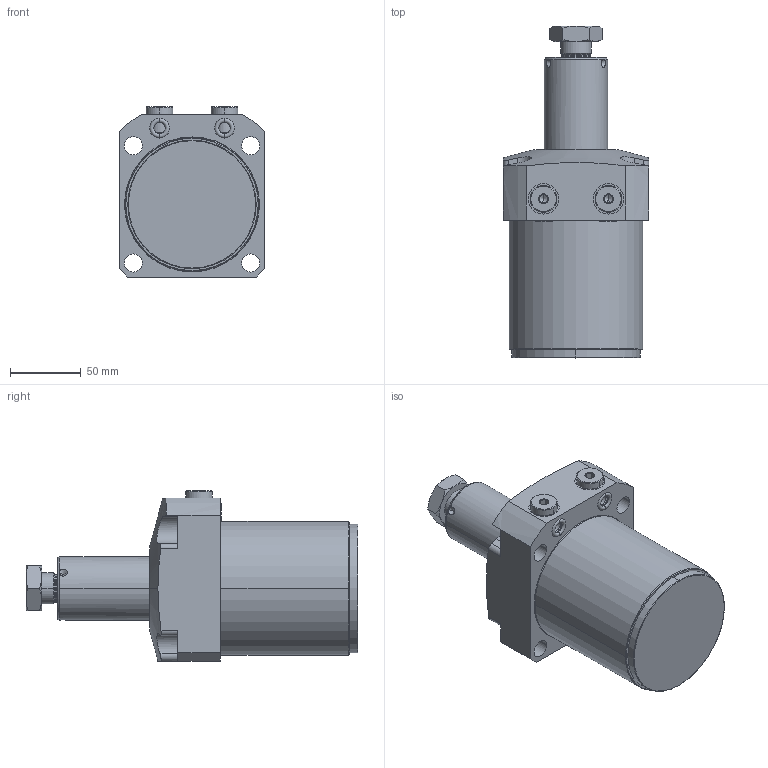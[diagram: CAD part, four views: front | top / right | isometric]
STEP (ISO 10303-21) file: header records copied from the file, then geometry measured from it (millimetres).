
FILE_DESCRIPTION((''),'2;1');
FILE_NAME('ILCML1408000L','2013-07-10T',('QAM'),(''),'PRO/ENGINEER BY PARAMETRIC TECHNOLOGY CORPORATION, 2007460','PRO/ENGINEER BY PARAMETRIC TECHNOLOGY CORPORATION, 2007460','');
FILE_SCHEMA(('AUTOMOTIVE_DESIGN_CC2 { 1 2 10303 214 -1 1 5 2 }'));
Length unit declared in the file: millimetre
Products named in the file (1): ILCML1408000L
Bounding box: 103 x 235 x 120.55 mm (x, y, z)
Volume: 1307043 mm3; surface area: 92044.2 mm2
Topology: 3 solids, 7 shells, 207 faces, 494 edges, 303 vertices
Faces by surface type: cylinder 70, plane 68, cone 48, torus 21
Entity records: 7932 total; most frequent: CARTESIAN_POINT 1517, DIRECTION 1044, ORIENTED_EDGE 952, PRESENTATION_STYLE_ASSIGNMENT 491, STYLED_ITEM 491, CURVE_STYLE 484, EDGE_CURVE 484, AXIS2_PLACEMENT_3D 432
